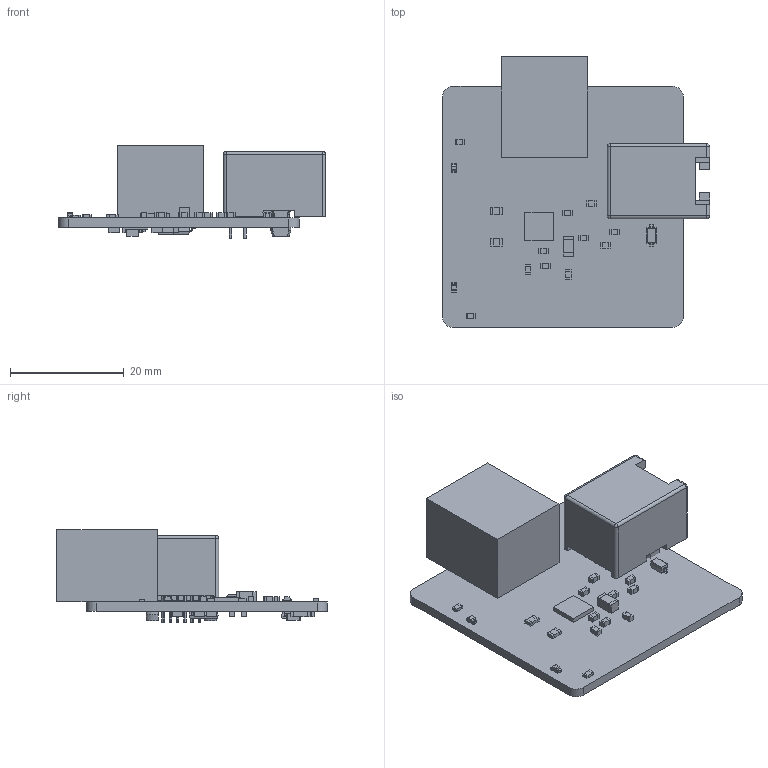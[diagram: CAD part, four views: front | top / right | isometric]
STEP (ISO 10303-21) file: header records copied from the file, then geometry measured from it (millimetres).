
FILE_DESCRIPTION(('Open CASCADE Model'),'2;1');
FILE_NAME('Open CASCADE Shape Model','2021-04-09T20:48:23',('Author'),( 'Open CASCADE'),'Open CASCADE STEP processor 6.5','Open CASCADE 6.5' ,'Unknown');
FILE_SCHEMA(('AUTOMOTIVE_DESIGN { 1 0 10303 214 1 1 1 1 }'));
Length unit declared in the file: millimetre
Products named in the file (101): PCB; Board; VD2; SOD-123; VD1; U3; 1583450392; Cylinder; 1582910640; Extruded; 1582910384; 1582910128; 1582910000; 1582909744; C12; 1582910896; 1582910768; C11; C10; 1576890496; 1576890624; C9; 1582911152; 1582911024; J2; 54601-906WPLFc; J1; 1582908720; U2; 1576891392; U1; tssop14-2; R9; 1576891008; 1576891264; R8; R7; R6; 1576890880; 1576903424 ...
Assembly tree (156 placements, depth 4):
  PCB
    Board
    VD2
      SOD-123
    VD1
      SOD-123
    U3
      1583450392
        Cylinder
      1582910640  x2
        Extruded
      1582910384  x4
        Extruded
      1582910128
        Extruded
      1582910000  x2
        Extruded
      1582909744
        Extruded
    C12
      1582910896
        Extruded
      1582910768  x2
        Extruded
    C11
      1582910896
        Extruded
      1582910768  x2
        Extruded
    C10
      1576890496
        Extruded
      1576890624  x2
        Extruded
    C9
      1582911152
        Extruded
      1582911024  x2
        Extruded
    J2
      54601-906WPLFc
    J1
      1582908720
        Extruded
    U2
      1576891392
        Extruded
    U1
      tssop14-2
    R9
      1576891008
        Extruded
      1576891264  x2
        Extruded
    R8
      1576891008
        Extruded
      1576891264  x2
        Extruded
    R7
Bounding box: 47.05 x 47.63 x 16.25 mm (x, y, z)
Volume: 8324.6 mm3; surface area: 7526.6 mm2
Topology: 106 solids, 106 shells, 1061 faces, 2450 edges, 1616 vertices
Faces by surface type: plane 898, cylinder 145, cone 10, sphere 4, torus 4
Full cylindrical faces by diameter (mm): 0.1 x1
Entity records: 46319 total; most frequent: CARTESIAN_POINT 11253, DIRECTION 5753, LINE 3581, VECTOR 3581, ORIENTED_EDGE 3102, PCURVE 3102, DEFINITIONAL_REPRESENTATION 3102, EDGE_CURVE 1551
